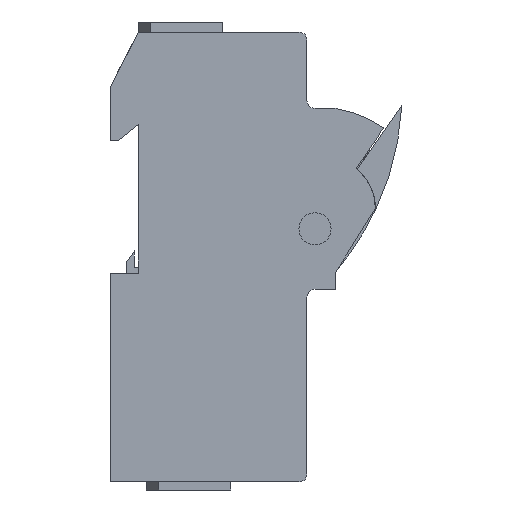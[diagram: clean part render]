
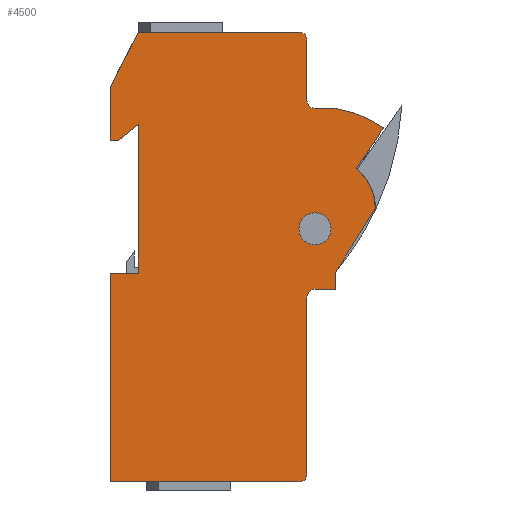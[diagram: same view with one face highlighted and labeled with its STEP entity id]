
A CAD part, left-side view. The second image highlights one B-rep face of the part: STEP entity #4500.
In plain terms, the highlighted face is planar.
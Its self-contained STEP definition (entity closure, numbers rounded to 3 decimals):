
#92=LINE('',#6410,#626);
#109=LINE('',#6450,#643);
#117=LINE('',#6473,#651);
#124=LINE('',#6487,#658);
#158=LINE('',#6560,#692);
#163=LINE('',#6571,#697);
#175=LINE('',#6593,#709);
#180=LINE('',#6603,#714);
#186=LINE('',#6614,#720);
#192=LINE('',#6628,#726);
#196=LINE('',#6637,#730);
#200=LINE('',#6644,#734);
#206=LINE('',#6659,#740);
#209=LINE('',#6667,#743);
#212=LINE('',#6677,#746);
#219=LINE('',#6692,#753);
#626=VECTOR('',#5151,1000.);
#643=VECTOR('',#5180,1000.);
#651=VECTOR('',#5198,1000.);
#658=VECTOR('',#5207,1000.);
#692=VECTOR('',#5263,1000.);
#697=VECTOR('',#5272,1000.);
#709=VECTOR('',#5288,1000.);
#714=VECTOR('',#5297,1000.);
#720=VECTOR('',#5307,1000.);
#726=VECTOR('',#5321,1000.);
#730=VECTOR('',#5327,1000.);
#734=VECTOR('',#5333,1000.);
#740=VECTOR('',#5347,1000.);
#743=VECTOR('',#5356,1000.);
#746=VECTOR('',#5367,1000.);
#753=VECTOR('',#5380,1000.);
#1177=PLANE('',#4826);
#1569=ORIENTED_EDGE('',*,*,#2796,.F.);
#1570=ORIENTED_EDGE('',*,*,#2727,.T.);
#1571=ORIENTED_EDGE('',*,*,#2670,.T.);
#1572=ORIENTED_EDGE('',*,*,#2651,.T.);
#1573=ORIENTED_EDGE('',*,*,#2676,.T.);
#1574=ORIENTED_EDGE('',*,*,#2681,.T.);
#1575=ORIENTED_EDGE('',*,*,#2760,.F.);
#1576=ORIENTED_EDGE('',*,*,#2762,.T.);
#1577=ORIENTED_EDGE('',*,*,#2766,.T.);
#1578=ORIENTED_EDGE('',*,*,#2770,.T.);
#1579=ORIENTED_EDGE('',*,*,#2773,.T.);
#1580=ORIENTED_EDGE('',*,*,#2778,.T.);
#1581=ORIENTED_EDGE('',*,*,#2780,.T.);
#1582=ORIENTED_EDGE('',*,*,#2782,.T.);
#1583=ORIENTED_EDGE('',*,*,#2784,.F.);
#1584=ORIENTED_EDGE('',*,*,#2787,.T.);
#1585=ORIENTED_EDGE('',*,*,#2789,.T.);
#1586=ORIENTED_EDGE('',*,*,#2795,.T.);
#1587=ORIENTED_EDGE('',*,*,#2732,.T.);
#1588=ORIENTED_EDGE('',*,*,#2744,.T.);
#1589=ORIENTED_EDGE('',*,*,#2749,.T.);
#1590=ORIENTED_EDGE('',*,*,#2755,.T.);
#1591=ORIENTED_EDGE('',*,*,#2688,.T.);
#2651=EDGE_CURVE('',#3297,#3296,#92,.T.);
#2670=EDGE_CURVE('',#3314,#3297,#109,.T.);
#2676=EDGE_CURVE('',#3296,#3318,#3722,.T.);
#2681=EDGE_CURVE('',#3318,#3323,#117,.T.);
#2688=EDGE_CURVE('',#3330,#3329,#124,.T.);
#2727=EDGE_CURVE('',#3329,#3314,#158,.T.);
#2732=EDGE_CURVE('',#3362,#3361,#163,.T.);
#2744=EDGE_CURVE('',#3361,#3369,#175,.T.);
#2749=EDGE_CURVE('',#3369,#3372,#180,.T.);
#2755=EDGE_CURVE('',#3372,#3330,#186,.T.);
#2760=EDGE_CURVE('',#3378,#3323,#3729,.T.);
#2762=EDGE_CURVE('',#3378,#3379,#192,.T.);
#2766=EDGE_CURVE('',#3379,#3383,#196,.T.);
#2770=EDGE_CURVE('',#3383,#3385,#200,.T.);
#2773=EDGE_CURVE('',#3385,#3387,#3731,.T.);
#2778=EDGE_CURVE('',#3387,#3390,#206,.T.);
#2780=EDGE_CURVE('',#3390,#3391,#3732,.T.);
#2782=EDGE_CURVE('',#3391,#3392,#209,.T.);
#2784=EDGE_CURVE('',#3393,#3392,#3733,.T.);
#2787=EDGE_CURVE('',#3393,#3395,#212,.T.);
#2789=EDGE_CURVE('',#3395,#3396,#3735,.T.);
#2795=EDGE_CURVE('',#3396,#3362,#219,.T.);
#2796=EDGE_CURVE('',#3401,#3401,#3736,.T.);
#3296=VERTEX_POINT('',#6409);
#3297=VERTEX_POINT('',#6411);
#3314=VERTEX_POINT('',#6451);
#3318=VERTEX_POINT('',#6461);
#3323=VERTEX_POINT('',#6472);
#3329=VERTEX_POINT('',#6486);
#3330=VERTEX_POINT('',#6488);
#3361=VERTEX_POINT('',#6570);
#3362=VERTEX_POINT('',#6572);
#3369=VERTEX_POINT('',#6592);
#3372=VERTEX_POINT('',#6602);
#3378=VERTEX_POINT('',#6623);
#3379=VERTEX_POINT('',#6627);
#3383=VERTEX_POINT('',#6636);
#3385=VERTEX_POINT('',#6643);
#3387=VERTEX_POINT('',#6649);
#3390=VERTEX_POINT('',#6658);
#3391=VERTEX_POINT('',#6662);
#3392=VERTEX_POINT('',#6666);
#3393=VERTEX_POINT('',#6670);
#3395=VERTEX_POINT('',#6676);
#3396=VERTEX_POINT('',#6680);
#3401=VERTEX_POINT('',#6695);
#3722=CIRCLE('',#4783,2.);
#3729=CIRCLE('',#4808,2.);
#3731=CIRCLE('',#4814,12.69);
#3732=CIRCLE('',#4817,30.41);
#3733=CIRCLE('',#4820,2.);
#3735=CIRCLE('',#4824,2.);
#3736=CIRCLE('',#4827,4.);
#3861=EDGE_LOOP('',(#1569));
#3862=EDGE_LOOP('',(#1570,#1571,#1572,#1573,#1574,#1575,#1576,#1577,#1578,
#1579,#1580,#1581,#1582,#1583,#1584,#1585,#1586,#1587,#1588,#1589,#1590,
#1591));
#4161=FACE_BOUND('',#3861,.T.);
#4162=FACE_BOUND('',#3862,.T.);
#4500=ADVANCED_FACE('',(#4161,#4162),#1177,.T.);
#4783=AXIS2_PLACEMENT_3D('',#6462,#5189,#5190);
#4808=AXIS2_PLACEMENT_3D('',#6624,#5316,#5317);
#4814=AXIS2_PLACEMENT_3D('',#6650,#5339,#5340);
#4817=AXIS2_PLACEMENT_3D('',#6663,#5351,#5352);
#4820=AXIS2_PLACEMENT_3D('',#6671,#5360,#5361);
#4824=AXIS2_PLACEMENT_3D('',#6681,#5371,#5372);
#4826=AXIS2_PLACEMENT_3D('',#6693,#5381,#5382);
#4827=AXIS2_PLACEMENT_3D('',#6694,#5383,#5384);
#5151=DIRECTION('',(1.,0.,0.));
#5180=DIRECTION('',(0.,-1.,0.));
#5189=DIRECTION('',(0.,0.,1.));
#5190=DIRECTION('',(1.,0.,0.));
#5198=DIRECTION('',(0.,1.,0.));
#5207=DIRECTION('',(0.,-1.,0.));
#5263=DIRECTION('',(-1.,0.,0.));
#5272=DIRECTION('',(-0.454,-0.891,0.));
#5288=DIRECTION('',(0.,-1.,0.));
#5297=DIRECTION('',(1.,0.,0.));
#5307=DIRECTION('',(0.777,0.629,0.));
#5316=DIRECTION('',(0.,0.,1.));
#5317=DIRECTION('',(1.,0.,0.));
#5321=DIRECTION('',(1.,0.,0.));
#5327=DIRECTION('',(0.,1.,0.));
#5333=DIRECTION('',(0.53,0.848,0.));
#5339=DIRECTION('',(0.,0.,1.));
#5340=DIRECTION('',(1.,0.,0.));
#5347=DIRECTION('',(0.559,0.829,0.));
#5351=DIRECTION('',(0.,0.,1.));
#5352=DIRECTION('',(1.,0.,0.));
#5356=DIRECTION('',(-1.,0.,0.));
#5360=DIRECTION('',(0.,0.,1.));
#5361=DIRECTION('',(1.,0.,0.));
#5367=DIRECTION('',(0.,1.,0.));
#5371=DIRECTION('',(0.,0.,1.));
#5372=DIRECTION('',(1.,0.,0.));
#5380=DIRECTION('',(-1.,0.,0.));
#5381=DIRECTION('',(0.,0.,1.));
#5382=DIRECTION('',(1.,0.,0.));
#5383=DIRECTION('',(0.,0.,1.));
#5384=DIRECTION('',(1.,0.,0.));
#6409=CARTESIAN_POINT('',(47.,0.,18.));
#6410=CARTESIAN_POINT('',(0.,0.,18.));
#6411=CARTESIAN_POINT('',(0.,0.,18.));
#6450=CARTESIAN_POINT('',(0.,52.,18.));
#6451=CARTESIAN_POINT('',(0.,52.,18.));
#6461=CARTESIAN_POINT('',(49.,2.,18.));
#6462=CARTESIAN_POINT('',(47.,2.,18.));
#6472=CARTESIAN_POINT('',(49.,46.,18.));
#6473=CARTESIAN_POINT('',(49.,2.,18.));
#6486=CARTESIAN_POINT('',(7.,52.,18.));
#6487=CARTESIAN_POINT('',(7.,89.049,18.));
#6488=CARTESIAN_POINT('',(7.,89.049,18.));
#6560=CARTESIAN_POINT('',(7.,52.,18.));
#6570=CARTESIAN_POINT('',(0.,98.262,18.));
#6571=CARTESIAN_POINT('',(7.,112.,18.));
#6572=CARTESIAN_POINT('',(7.,112.,18.));
#6592=CARTESIAN_POINT('',(0.,85.,18.));
#6593=CARTESIAN_POINT('',(0.,98.262,18.));
#6602=CARTESIAN_POINT('',(2.,85.,18.));
#6603=CARTESIAN_POINT('',(0.,85.,18.));
#6614=CARTESIAN_POINT('',(2.,85.,18.));
#6623=CARTESIAN_POINT('',(51.,48.,18.));
#6624=CARTESIAN_POINT('',(51.,46.,18.));
#6627=CARTESIAN_POINT('',(56.,48.,18.));
#6628=CARTESIAN_POINT('',(51.,48.,18.));
#6636=CARTESIAN_POINT('',(56.,52.,18.));
#6637=CARTESIAN_POINT('',(56.,48.,18.));
#6643=CARTESIAN_POINT('',(66.,68.003,18.));
#6644=CARTESIAN_POINT('',(56.,52.,18.));
#6649=CARTESIAN_POINT('',(61.236,77.97,18.));
#6650=CARTESIAN_POINT('',(53.31,68.06,18.));
#6658=CARTESIAN_POINT('',(68.1,88.147,18.));
#6659=CARTESIAN_POINT('',(61.236,77.97,18.));
#6662=CARTESIAN_POINT('',(55.977,93.,18.));
#6663=CARTESIAN_POINT('',(51.,63.,18.));
#6666=CARTESIAN_POINT('',(51.,93.,18.));
#6667=CARTESIAN_POINT('',(55.977,93.,18.));
#6670=CARTESIAN_POINT('',(49.,95.,18.));
#6671=CARTESIAN_POINT('',(51.,95.,18.));
#6676=CARTESIAN_POINT('',(49.,110.,18.));
#6677=CARTESIAN_POINT('',(49.,95.,18.));
#6680=CARTESIAN_POINT('',(47.,112.,18.));
#6681=CARTESIAN_POINT('',(47.,110.,18.));
#6692=CARTESIAN_POINT('',(47.,112.,18.));
#6693=CARTESIAN_POINT('',(47.,2.,18.));
#6694=CARTESIAN_POINT('',(51.,63.,18.));
#6695=CARTESIAN_POINT('',(55.,63.,18.));
